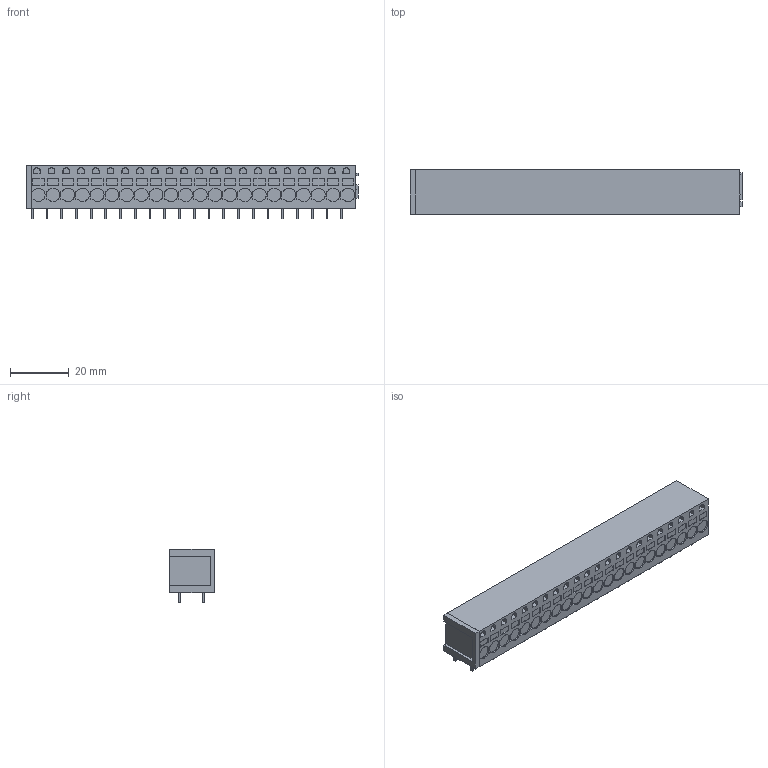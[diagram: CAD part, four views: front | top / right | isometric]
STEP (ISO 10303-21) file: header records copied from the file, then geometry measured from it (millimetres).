
FILE_DESCRIPTION(('CATIA V5 STEP Exchange','CAx-IF Rec.Pracs.--- Model Styling and Organization---1.4--- 2014-01-23'),'2;1');
FILE_NAME ('373080-3_1_1425510000_1425510000.stp','2022-08-10T11:22:37+00:00',('none'),('Weidmueller'),'CATIA Version 5-6 Release 2016 SP3 HF44','CATIA V5 STEP AP214','none');
FILE_SCHEMA(('AUTOMOTIVE_DESIGN { 1 0 10303 214 1 1 1 1 }'));
Length unit declared in the file: millimetre
Products named in the file (1): 1425510000
Bounding box: 112.63 x 15.2 x 18.3 mm (x, y, z)
Volume: 24652.1 mm3; surface area: 9386.3 mm2
Topology: 45 solids, 133 shells, 1412 faces, 3227 edges, 2151 vertices
Faces by surface type: plane 1114, cylinder 144, cone 66, bspline 44, extrusion 22, torus 22
Entity records: 42121 total; most frequent: CARTESIAN_POINT 12282, ORIENTED_EDGE 6454, DIRECTION 4973, EDGE_CURVE 3227, VECTOR 2521, LINE 2499, VERTEX_POINT 2151, EDGE_LOOP 1492
